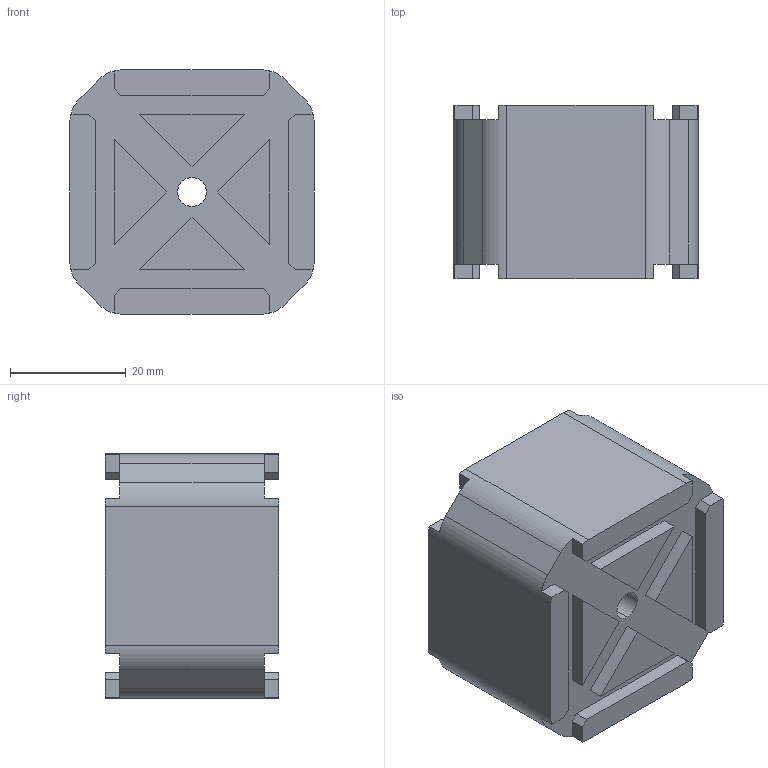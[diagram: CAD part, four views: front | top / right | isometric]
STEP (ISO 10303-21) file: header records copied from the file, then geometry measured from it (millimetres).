
FILE_DESCRIPTION((''),'2;1');
FILE_NAME('NEMA_17_STEPPER_MOTOR_MIDDLE','2023-02-15T17:17:44',('matteo.grassi'),(''),'CREO PARAMETRIC BY PTC INC, 2018020','CREO PARAMETRIC BY PTC INC, 2018020','');
FILE_SCHEMA(('AUTOMOTIVE_DESIGN { 1 0 10303 214 1 1 1 1 }'));
Length unit declared in the file: millimetre
Products named in the file (1): NEMA_17_STEPPER_MOTOR_MIDDLE
Bounding box: 42.3 x 30 x 42.3 mm (x, y, z)
Volume: 45807.8 mm3; surface area: 9617.4 mm2
Topology: 1 solids, 1 shells, 100 faces, 270 edges, 180 vertices
Faces by surface type: plane 90, cylinder 10
Entity records: 4093 total; most frequent: CARTESIAN_POINT 553, ORIENTED_EDGE 540, DIRECTION 508, PRESENTATION_STYLE_ASSIGNMENT 271, STYLED_ITEM 271, CURVE_STYLE 270, EDGE_CURVE 270, VECTOR 234
